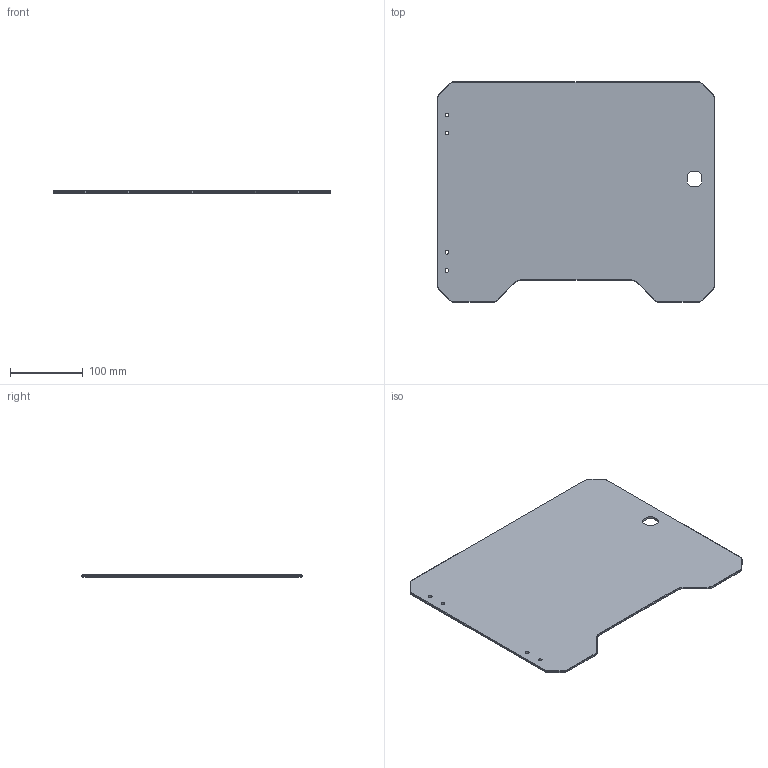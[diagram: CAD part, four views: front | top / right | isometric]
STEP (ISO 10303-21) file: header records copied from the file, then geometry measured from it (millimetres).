
FILE_DESCRIPTION(/* description */ ('PUERTA FRONTAL'),/* implementation_level */ '2;1');
FILE_NAME(/* name */ 'C04H030053-acrylic-door_003.stp',/* time_stamp */ '2014-12-22T15:05:18+01:00',/* author */ ('MARCHA TECHNOLOGY'),/* organization */ ('MARCHA TECHNOLOGY'),/* preprocessor_version */ 'ST-DEVELOPER v15.6',/* originating_system */ 'Autodesk Inventor 2015',/* authorisation */ '');
FILE_SCHEMA (('CONFIG_CONTROL_DESIGN'));
Length unit declared in the file: millimetre
Products named in the file (1): C04H030053-acrylic-door_003
Bounding box: 382 x 303.5 x 3 mm (x, y, z)
Volume: 326697.2 mm3; surface area: 221672.5 mm2
Topology: 1 solids, 1 shells, 86 faces, 208 edges, 124 vertices
Faces by surface type: plane 46, cone 24, cylinder 16
Full cylindrical faces by diameter (mm): 5 x4
Entity records: 2444 total; most frequent: DIRECTION 430, CARTESIAN_POINT 407, ORIENTED_EDGE 400, EDGE_CURVE 200, LINE 144, VECTOR 144, AXIS2_PLACEMENT_3D 143, VERTEX_POINT 120
